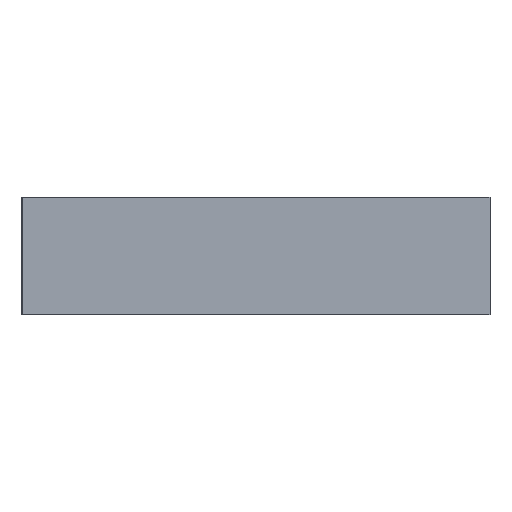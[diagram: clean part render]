
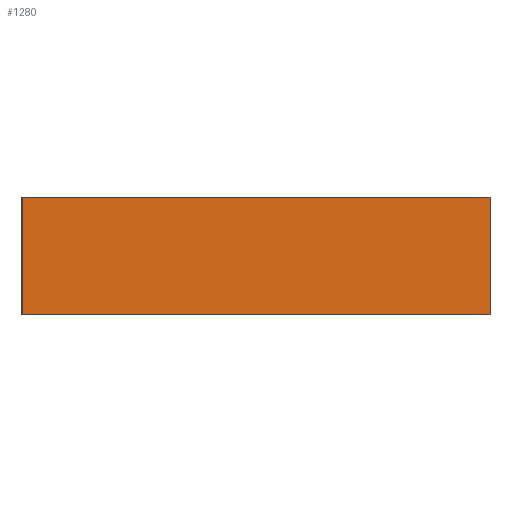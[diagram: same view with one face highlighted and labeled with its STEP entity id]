
A CAD part, front view. The second image highlights one B-rep face of the part: STEP entity #1280.
In plain terms, the highlighted planar face has unit normal (0, -1, 0).
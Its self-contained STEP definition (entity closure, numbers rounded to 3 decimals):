
#84=FACE_OUTER_BOUND('',#152,.T.);
#152=EDGE_LOOP('',(#1145,#1146,#1147,#1148));
#284=LINE('',#1942,#460);
#322=LINE('',#2018,#498);
#327=LINE('',#2027,#503);
#328=LINE('',#2029,#504);
#460=VECTOR('',#1587,10.);
#498=VECTOR('',#1655,10.);
#503=VECTOR('',#1666,10.);
#504=VECTOR('',#1669,10.);
#595=VERTEX_POINT('',#1939);
#596=VERTEX_POINT('',#1941);
#618=VERTEX_POINT('',#2015);
#619=VERTEX_POINT('',#2017);
#752=EDGE_CURVE('',#595,#596,#284,.T.);
#790=EDGE_CURVE('',#619,#618,#322,.T.);
#795=EDGE_CURVE('',#595,#619,#327,.T.);
#796=EDGE_CURVE('',#618,#596,#328,.T.);
#1145=ORIENTED_EDGE('',*,*,#752,.F.);
#1146=ORIENTED_EDGE('',*,*,#795,.T.);
#1147=ORIENTED_EDGE('',*,*,#790,.T.);
#1148=ORIENTED_EDGE('',*,*,#796,.T.);
#1214=PLANE('',#1361);
#1280=ADVANCED_FACE('',(#84),#1214,.T.);
#1361=AXIS2_PLACEMENT_3D('',#2030,#1670,#1671);
#1587=DIRECTION('',(0.,0.,-1.));
#1655=DIRECTION('',(0.,0.,-1.));
#1666=DIRECTION('',(-1.,0.,0.));
#1669=DIRECTION('',(1.,0.,0.));
#1670=DIRECTION('center_axis',(0.,-1.,0.));
#1671=DIRECTION('ref_axis',(0.,0.,-1.));
#1939=CARTESIAN_POINT('',(303.036,-14.999,36.451));
#1941=CARTESIAN_POINT('',(303.036,-14.999,6.451));
#1942=CARTESIAN_POINT('',(303.036,-14.999,26.451));
#2015=CARTESIAN_POINT('',(183.964,-14.999,6.451));
#2017=CARTESIAN_POINT('',(183.964,-14.999,36.451));
#2018=CARTESIAN_POINT('',(183.964,-14.999,26.451));
#2027=CARTESIAN_POINT('',(288.036,-14.999,36.451));
#2029=CARTESIAN_POINT('',(288.036,-14.999,6.451));
#2030=CARTESIAN_POINT('Origin',(288.036,-14.999,26.451));
